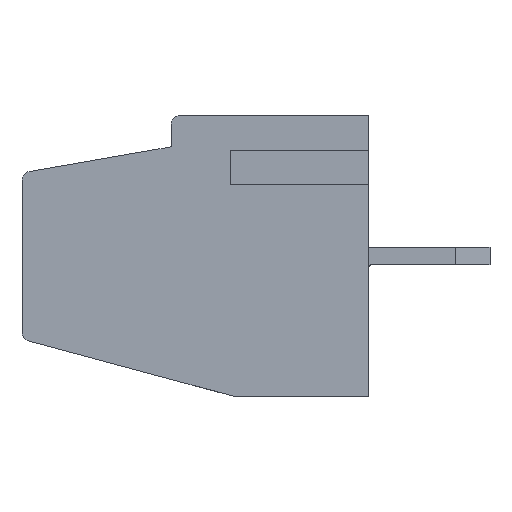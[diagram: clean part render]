
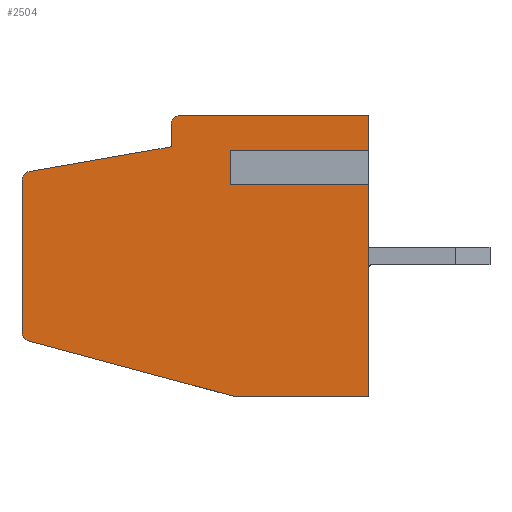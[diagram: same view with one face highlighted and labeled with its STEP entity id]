
A CAD part, left-side view. The second image highlights one B-rep face of the part: STEP entity #2504.
In plain terms, the highlighted planar face has unit normal (-1, 0, 0).
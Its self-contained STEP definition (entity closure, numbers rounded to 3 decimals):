
#1916=VERTEX_POINT('NONE',#1917);
#1917=CARTESIAN_POINT('',(-5.08,-5.0,-4.05));
#1923=EDGE_CURVE('NONE',#1916,#1924,#1926,.F.);
#1924=VERTEX_POINT('NONE',#1925);
#1925=CARTESIAN_POINT('',(-5.08,-1.12,-4.05));
#1926=LINE('',#1927,#1928);
#1927=CARTESIAN_POINT('',(-5.08,-5.0,-4.05));
#1928=VECTOR('',#1929,1.0);
#1929=DIRECTION('',(0.0,-1.0,0.0));
#1953=EDGE_CURVE('NONE',#1924,#1954,#1956,.F.);
#1954=VERTEX_POINT('NONE',#1955);
#1955=CARTESIAN_POINT('',(-5.08,4.815,-2.45));
#1956=LINE('',#1957,#1958);
#1957=CARTESIAN_POINT('',(-5.08,0.942,-3.494));
#1958=VECTOR('',#1959,1.0);
#1959=DIRECTION('',(0.0,-0.966,-0.26));
#2088=VERTEX_POINT('NONE',#2089);
#2089=CARTESIAN_POINT('',(-5.08,-5.0,4.05));
#2095=EDGE_CURVE('NONE',#2088,#1916,#2096,.T.);
#2096=LINE('',#2097,#2098);
#2097=CARTESIAN_POINT('',(-5.08,-5.0,4.05));
#2098=VECTOR('',#2099,1.0);
#2099=DIRECTION('',(0.0,0.0,-1.0));
#2479=VERTEX_POINT('NONE',#2480);
#2480=CARTESIAN_POINT('',(-5.08,5.0,-2.208));
#2486=EDGE_CURVE('NONE',#2479,#2487,#2489,.F.);
#2487=VERTEX_POINT('NONE',#2488);
#2488=CARTESIAN_POINT('',(-5.08,5.0,2.19));
#2489=LINE('',#2490,#2491);
#2490=CARTESIAN_POINT('',(-5.08,5.0,4.05));
#2491=VECTOR('',#2492,1.0);
#2492=DIRECTION('',(0.0,0.0,-1.0));
#2504=ADVANCED_FACE('NONE',(#2505),#2558,.F.);
#2505=FACE_BOUND('NONE',#2506,.T.);
#2506=EDGE_LOOP('',(#2507,#2508,#2515,#2516,#2517,#2518,#2526,#2535,#2543,#2551));
#2507=ORIENTED_EDGE('',*,*,#2486,.F.);
#2508=ORIENTED_EDGE('',*,*,#2509,.T.);
#2509=EDGE_CURVE('NONE',#2479,#1954,#2510,.T.);
#2510=CIRCLE('',#2511,0.25);
#2511=AXIS2_PLACEMENT_3D('',#2512,#2513,#2514);
#2512=CARTESIAN_POINT('',(-5.08,4.75,-2.208));
#2513=DIRECTION('',(-1.0,0.0,0.0));
#2514=DIRECTION('',(0.0,0.0,-1.0));
#2515=ORIENTED_EDGE('',*,*,#1953,.F.);
#2516=ORIENTED_EDGE('',*,*,#1923,.F.);
#2517=ORIENTED_EDGE('',*,*,#2095,.F.);
#2518=ORIENTED_EDGE('',*,*,#2519,.T.);
#2519=EDGE_CURVE('NONE',#2088,#2520,#2522,.F.);
#2520=VERTEX_POINT('NONE',#2521);
#2521=CARTESIAN_POINT('',(-5.08,0.45,4.05));
#2522=LINE('',#2523,#2524);
#2523=CARTESIAN_POINT('',(-5.08,-5.0,4.05));
#2524=VECTOR('',#2525,1.0);
#2525=DIRECTION('',(0.0,-1.0,0.0));
#2526=ORIENTED_EDGE('',*,*,#2527,.T.);
#2527=EDGE_CURVE('NONE',#2520,#2528,#2530,.T.);
#2528=VERTEX_POINT('NONE',#2529);
#2529=CARTESIAN_POINT('',(-5.08,0.7,3.8));
#2530=CIRCLE('',#2531,0.25);
#2531=AXIS2_PLACEMENT_3D('',#2532,#2533,#2534);
#2532=CARTESIAN_POINT('',(-5.08,0.45,3.8));
#2533=DIRECTION('',(-1.0,0.0,0.0));
#2534=DIRECTION('',(0.0,0.0,-1.0));
#2535=ORIENTED_EDGE('',*,*,#2536,.T.);
#2536=EDGE_CURVE('NONE',#2528,#2537,#2539,.F.);
#2537=VERTEX_POINT('NONE',#2538);
#2538=CARTESIAN_POINT('',(-5.08,0.7,3.15));
#2539=LINE('',#2540,#2541);
#2540=CARTESIAN_POINT('',(-5.08,0.7,0.));
#2541=VECTOR('',#2542,1.0);
#2542=DIRECTION('',(0.0,0.,1.0));
#2543=ORIENTED_EDGE('',*,*,#2544,.T.);
#2544=EDGE_CURVE('NONE',#2537,#2545,#2547,.F.);
#2545=VERTEX_POINT('NONE',#2546);
#2546=CARTESIAN_POINT('',(-5.08,4.793,2.436));
#2547=LINE('',#2548,#2549);
#2548=CARTESIAN_POINT('',(-5.08,0.554,3.175));
#2549=VECTOR('',#2550,1.0);
#2550=DIRECTION('',(0.0,-0.985,0.172));
#2551=ORIENTED_EDGE('',*,*,#2552,.T.);
#2552=EDGE_CURVE('NONE',#2545,#2487,#2553,.T.);
#2553=CIRCLE('',#2554,0.25);
#2554=AXIS2_PLACEMENT_3D('',#2555,#2556,#2557);
#2555=CARTESIAN_POINT('',(-5.08,4.75,2.19));
#2556=DIRECTION('',(-1.0,0.0,0.0));
#2557=DIRECTION('',(0.0,0.,-1.0));
#2558=PLANE('',#2559);
#2559=AXIS2_PLACEMENT_3D('',#2560,#2561,#2562);
#2560=CARTESIAN_POINT('',(-5.08,-5.0,4.05));
#2561=DIRECTION('',(1.0,0.0,0.0));
#2562=DIRECTION('',(0.0,0.0,-1.0));
